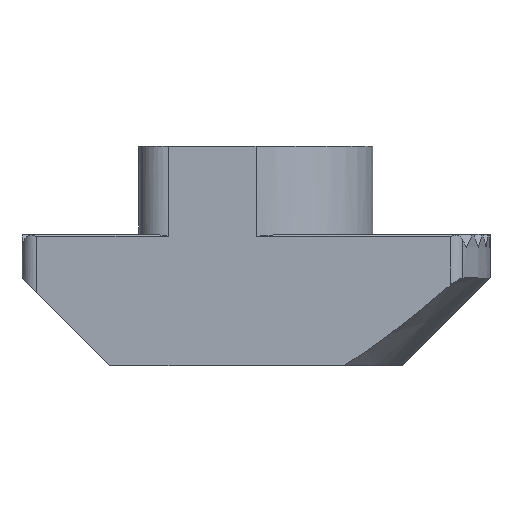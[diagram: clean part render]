
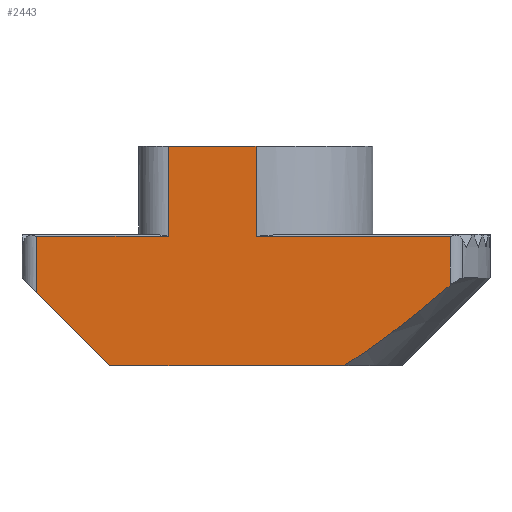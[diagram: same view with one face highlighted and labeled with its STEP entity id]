
A CAD part, front view. The second image highlights one B-rep face of the part: STEP entity #2443.
In plain terms, the highlighted planar face has unit normal (0, -1, 0).
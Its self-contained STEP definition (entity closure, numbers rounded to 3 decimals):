
#133=CARTESIAN_POINT('',(-7.5,-4.0,4.421));
#134=VERTEX_POINT('',#133);
#144=CARTESIAN_POINT('',(-3.0,-4.0,4.421));
#145=VERTEX_POINT('',#144);
#146=CARTESIAN_POINT('',(-3.0,-4.0,4.421));
#147=DIRECTION('',(-1.0,0.0,0.0));
#148=VECTOR('',#147,4.5);
#149=LINE('',#146,#148);
#150=EDGE_CURVE('',#145,#134,#149,.T.);
#199=CARTESIAN_POINT('',(0.,-4.0,4.421));
#200=VERTEX_POINT('',#199);
#210=CARTESIAN_POINT('',(6.633,-4.0,4.421));
#211=VERTEX_POINT('',#210);
#212=CARTESIAN_POINT('',(6.633,-4.0,4.421));
#213=DIRECTION('',(-1.0,0.0,0.0));
#214=VECTOR('',#213,6.633);
#215=LINE('',#212,#214);
#216=EDGE_CURVE('',#211,#200,#215,.T.);
#2365=CARTESIAN_POINT('',(-8.0,-4.0,4.5));
#2366=DIRECTION('',(0.0,1.0,0.0));
#2367=DIRECTION('',(0.0,0.0,1.0));
#2368=AXIS2_PLACEMENT_3D('',#2365,#2366,#2367);
#2369=PLANE('',#2368);
#2370=CARTESIAN_POINT('',(-3.0,-4.0,7.5));
#2371=VERTEX_POINT('',#2370);
#2372=CARTESIAN_POINT('',(0.,-4.0,7.5));
#2373=VERTEX_POINT('',#2372);
#2374=CARTESIAN_POINT('',(-3.0,-4.0,7.5));
#2375=DIRECTION('',(1.0,0.0,0.0));
#2376=VECTOR('',#2375,3.);
#2377=LINE('',#2374,#2376);
#2378=EDGE_CURVE('',#2371,#2373,#2377,.T.);
#2379=ORIENTED_EDGE('',*,*,#2378,.F.);
#2380=CARTESIAN_POINT('',(-3.0,-4.0,7.5));
#2381=DIRECTION('',(0.0,0.0,-1.0));
#2382=VECTOR('',#2381,3.079);
#2383=LINE('',#2380,#2382);
#2384=EDGE_CURVE('',#2371,#145,#2383,.T.);
#2385=ORIENTED_EDGE('',*,*,#2384,.T.);
#2386=ORIENTED_EDGE('',*,*,#150,.T.);
#2387=CARTESIAN_POINT('',(-7.5,-4.0,2.5));
#2388=VERTEX_POINT('',#2387);
#2389=CARTESIAN_POINT('',(-7.5,-4.0,4.421));
#2390=DIRECTION('',(0.0,0.0,-1.0));
#2391=VECTOR('',#2390,1.921);
#2392=LINE('',#2389,#2391);
#2393=EDGE_CURVE('',#134,#2388,#2392,.T.);
#2394=ORIENTED_EDGE('',*,*,#2393,.T.);
#2395=CARTESIAN_POINT('',(-5.,-4.0,0.0));
#2396=VERTEX_POINT('',#2395);
#2397=CARTESIAN_POINT('',(-7.5,-4.0,2.5));
#2398=DIRECTION('',(0.707,0.0,-0.707));
#2399=VECTOR('',#2398,3.536);
#2400=LINE('',#2397,#2399);
#2401=EDGE_CURVE('',#2388,#2396,#2400,.T.);
#2402=ORIENTED_EDGE('',*,*,#2401,.T.);
#2403=CARTESIAN_POINT('',(3.,-4.0,0.0));
#2404=VERTEX_POINT('',#2403);
#2405=CARTESIAN_POINT('',(-5.,-4.0,0.0));
#2406=DIRECTION('',(1.0,0.0,0.0));
#2407=VECTOR('',#2406,8.);
#2408=LINE('',#2405,#2407);
#2409=EDGE_CURVE('',#2396,#2404,#2408,.T.);
#2410=ORIENTED_EDGE('',*,*,#2409,.T.);
#2411=CARTESIAN_POINT('',(6.633,-4.0,2.746));
#2412=VERTEX_POINT('',#2411);
#2413=CARTESIAN_POINT('',(-12.894,-4.,8.5));
#2414=CARTESIAN_POINT('',(-2.947,-4.0,-1.));
#2415=CARTESIAN_POINT('',(0.0,-4.,-1.));
#2416=CARTESIAN_POINT('',(2.947,-4.0,-1.));
#2417=CARTESIAN_POINT('',(12.894,-4.,8.5));
#2425=(BOUNDED_CURVE()B_SPLINE_CURVE(2,(#2413,#2414,#2415,#2416,#2417),.UNSPECIFIED.,.F.,.U.)B_SPLINE_CURVE_WITH_KNOTS((3,2,3),(0.0,1.618,3.236),.UNSPECIFIED.)CURVE()GEOMETRIC_REPRESENTATION_ITEM()RATIONAL_B_SPLINE_CURVE((1.0,1.479,1.0,1.479,1.0))REPRESENTATION_ITEM(''));
#2426=EDGE_CURVE('',#2404,#2412,#2425,.T.);
#2427=ORIENTED_EDGE('',*,*,#2426,.T.);
#2428=CARTESIAN_POINT('',(6.633,-4.0,2.746));
#2429=DIRECTION('',(0.0,0.0,1.0));
#2430=VECTOR('',#2429,1.675);
#2431=LINE('',#2428,#2430);
#2432=EDGE_CURVE('',#2412,#211,#2431,.T.);
#2433=ORIENTED_EDGE('',*,*,#2432,.T.);
#2434=ORIENTED_EDGE('',*,*,#216,.T.);
#2435=CARTESIAN_POINT('',(0.,-4.0,7.5));
#2436=DIRECTION('',(0.0,0.0,-1.0));
#2437=VECTOR('',#2436,3.079);
#2438=LINE('',#2435,#2437);
#2439=EDGE_CURVE('',#2373,#200,#2438,.T.);
#2440=ORIENTED_EDGE('',*,*,#2439,.F.);
#2441=EDGE_LOOP('',(#2379,#2385,#2386,#2394,#2402,#2410,#2427,#2433,#2434,#2440));
#2442=FACE_OUTER_BOUND('',#2441,.T.);
#2443=ADVANCED_FACE('',(#2442),#2369,.F.);
